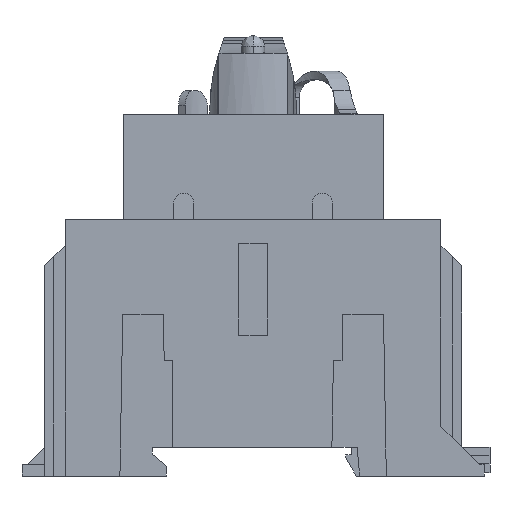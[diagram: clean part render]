
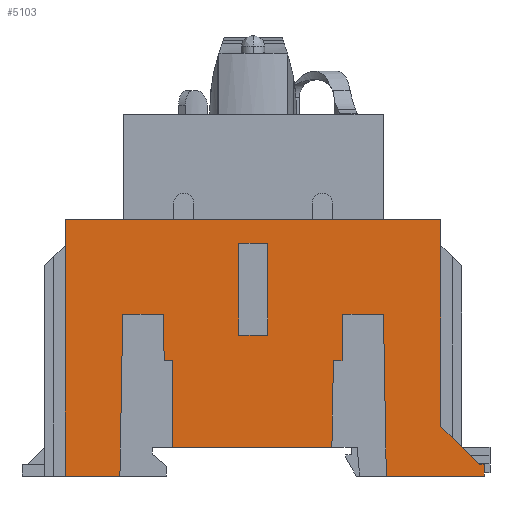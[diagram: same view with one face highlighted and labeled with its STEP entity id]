
A CAD part, left-side view. The second image highlights one B-rep face of the part: STEP entity #5103.
In plain terms, the highlighted planar face has unit normal (-1, 0, 0).
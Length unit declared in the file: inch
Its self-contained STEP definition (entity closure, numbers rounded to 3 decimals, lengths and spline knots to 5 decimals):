
#1=DIRECTION('',(0.,0.,1.));
#2=VECTOR('',#1,0.62598);
#3=CARTESIAN_POINT('',(0.,1.51575,-2.04172));
#4=LINE('',#3,#2);
#5=DIRECTION('',(0.,1.,0.));
#6=VECTOR('',#5,0.19685);
#7=CARTESIAN_POINT('',(0.,1.51575,-1.41574));
#8=LINE('',#7,#6);
#9=DIRECTION('',(0.,0.,-1.));
#10=VECTOR('',#9,0.62598);
#11=CARTESIAN_POINT('',(0.,1.7126,-1.41574));
#12=LINE('',#11,#10);
#13=DIRECTION('',(0.,-1.,0.));
#14=VECTOR('',#13,0.19685);
#15=CARTESIAN_POINT('',(0.,1.7126,-2.04172));
#16=LINE('',#15,#14);
#17=DIRECTION('',(0.,0.,1.));
#18=VECTOR('',#17,1.40945);
#19=CARTESIAN_POINT('',(0.,0.33465,
-2.66377));
#20=LINE('',#19,#18);
#21=DIRECTION('',(0.,0.707,0.707));
#22=VECTOR('',#21,0.36191);
#23=CARTESIAN_POINT('',(0.,0.07874,
-2.91967));
#24=LINE('',#23,#22);
#25=DIRECTION('',(0.,0.995,0.1));
#26=VECTOR('',#25,0.03957);
#27=CARTESIAN_POINT('',(0.,0.03937,
-2.92361));
#28=LINE('',#27,#26);
#29=DIRECTION('',(0.,0.,1.));
#30=VECTOR('',#29,0.07874);
#31=CARTESIAN_POINT('',(0.,0.03937,
-3.00235));
#32=LINE('',#31,#30);
#33=DIRECTION('',(0.,-1.,0.));
#34=VECTOR('',#33,0.66717);
#35=CARTESIAN_POINT('',(0.,0.70654,
-3.00235));
#36=LINE('',#35,#34);
#37=DIRECTION('',(0.,0.017,1.));
#38=VECTOR('',#37,1.10253);
#39=CARTESIAN_POINT('',(0.,0.70654,
-3.00235));
#40=LINE('',#39,#38);
#41=DIRECTION('',(0.,1.,0.));
#42=VECTOR('',#41,0.27678);
#43=CARTESIAN_POINT('',(0.,0.72578,
-1.89999));
#44=LINE('',#43,#42);
#45=DIRECTION('',(0.,0.017,-1.));
#46=VECTOR('',#45,0.31501);
#47=CARTESIAN_POINT('',(0.,1.00256,-1.89999));
#48=LINE('',#47,#46);
#49=DIRECTION('',(0.,1.,0.));
#50=VECTOR('',#49,0.05906);
#51=CARTESIAN_POINT('',(0.,1.00806,-2.21495));
#52=LINE('',#51,#50);
#53=DIRECTION('',(0.,0.017,-1.));
#54=VECTOR('',#53,0.59064);
#55=CARTESIAN_POINT('',(0.,1.06712,-2.21495));
#56=LINE('',#55,#54);
#57=DIRECTION('',(0.,-1.,0.));
#58=VECTOR('',#57,1.08381);
#59=CARTESIAN_POINT('',(0.,2.16123,-2.8055));
#60=LINE('',#59,#58);
#61=DIRECTION('',(0.,0.,1.));
#62=VECTOR('',#61,0.59055);
#63=CARTESIAN_POINT('',(0.,2.16123,-2.8055));
#64=LINE('',#63,#62);
#65=DIRECTION('',(0.,1.,0.));
#66=VECTOR('',#65,0.05906);
#67=CARTESIAN_POINT('',(0.,2.16123,-2.21495));
#68=LINE('',#67,#66);
#69=DIRECTION('',(0.,0.017,1.));
#70=VECTOR('',#69,0.31501);
#71=CARTESIAN_POINT('',(0.,2.22029,-2.21495));
#72=LINE('',#71,#70);
#73=DIRECTION('',(0.,1.,0.));
#74=VECTOR('',#73,0.27678);
#75=CARTESIAN_POINT('',(0.,2.22578,-1.89999));
#76=LINE('',#75,#74);
#77=DIRECTION('',(0.,0.017,-1.));
#78=VECTOR('',#77,1.10253);
#79=CARTESIAN_POINT('',(0.,2.50256,-1.89999));
#80=LINE('',#79,#78);
#81=DIRECTION('',(0.,-1.,0.));
#82=VECTOR('',#81,0.3719);
#83=CARTESIAN_POINT('',(0.,2.8937,-3.00235));
#84=LINE('',#83,#82);
#85=DIRECTION('',(0.,0.,-1.));
#86=VECTOR('',#85,1.74803);
#87=CARTESIAN_POINT('',(0.,2.8937,-1.25432));
#88=LINE('',#87,#86);
#197=DIRECTION('',(0.,1.,0.));
#198=VECTOR('',#197,2.55906);
#199=CARTESIAN_POINT('',(0.,0.33465,
-1.25432));
#200=LINE('',#199,#198);
#3849=CARTESIAN_POINT('',(0.,0.03937,
-3.00235));
#3850=CARTESIAN_POINT('',(0.,0.03937,
-2.92361));
#3851=VERTEX_POINT('',#3849);
#3852=VERTEX_POINT('',#3850);
#3853=CARTESIAN_POINT('',(0.,0.07874,
-2.91967));
#3854=VERTEX_POINT('',#3853);
#3855=CARTESIAN_POINT('',(0.,0.33465,
-2.66377));
#3856=VERTEX_POINT('',#3855);
#3857=CARTESIAN_POINT('',(0.,0.33465,
-1.25432));
#3858=VERTEX_POINT('',#3857);
#3859=CARTESIAN_POINT('',(0.,2.8937,
-1.25432));
#3860=CARTESIAN_POINT('',(0.,2.8937,
-3.00235));
#3861=VERTEX_POINT('',#3859);
#3862=VERTEX_POINT('',#3860);
#3987=CARTESIAN_POINT('',(0.,2.16123,
-2.8055));
#3989=VERTEX_POINT('',#3987);
#3991=CARTESIAN_POINT('',(0.,2.5218,
-3.00235));
#3992=VERTEX_POINT('',#3991);
#3993=CARTESIAN_POINT('',(0.,1.07742,
-2.8055));
#3994=VERTEX_POINT('',#3993);
#3995=CARTESIAN_POINT('',(0.,2.16123,
-2.21495));
#3996=VERTEX_POINT('',#3995);
#3997=CARTESIAN_POINT('',(0.,2.22029,
-2.21495));
#3998=VERTEX_POINT('',#3997);
#3999=CARTESIAN_POINT('',(0.,2.22578,
-1.89999));
#4000=VERTEX_POINT('',#3999);
#4001=CARTESIAN_POINT('',(0.,2.50256,
-1.89999));
#4002=VERTEX_POINT('',#4001);
#4009=CARTESIAN_POINT('',(0.,0.70654,
-3.00235));
#4010=CARTESIAN_POINT('',(0.,0.72578,
-1.89999));
#4011=VERTEX_POINT('',#4009);
#4012=VERTEX_POINT('',#4010);
#4013=CARTESIAN_POINT('',(0.,1.00256,
-1.89999));
#4014=VERTEX_POINT('',#4013);
#4015=CARTESIAN_POINT('',(0.,1.00806,
-2.21495));
#4016=VERTEX_POINT('',#4015);
#4017=CARTESIAN_POINT('',(0.,1.06712,
-2.21495));
#4018=VERTEX_POINT('',#4017);
#4061=CARTESIAN_POINT('',(0.,1.51575,
-2.04172));
#4062=CARTESIAN_POINT('',(0.,1.51575,
-1.41574));
#4063=VERTEX_POINT('',#4061);
#4064=VERTEX_POINT('',#4062);
#4065=CARTESIAN_POINT('',(0.,1.7126,
-1.41574));
#4066=VERTEX_POINT('',#4065);
#4067=CARTESIAN_POINT('',(0.,1.7126,
-2.04172));
#4068=VERTEX_POINT('',#4067);
#5048=CARTESIAN_POINT('',(0.,0.,0.));
#5049=DIRECTION('',(-1.,0.,0.));
#5050=DIRECTION('',(0.,-1.,0.));
#5051=AXIS2_PLACEMENT_3D('',#5048,#5049,#5050);
#5052=PLANE('',#5051);
#5054=ORIENTED_EDGE('',*,*,#5053,.F.);
#5056=ORIENTED_EDGE('',*,*,#5055,.F.);
#5058=ORIENTED_EDGE('',*,*,#5057,.F.);
#5060=ORIENTED_EDGE('',*,*,#5059,.F.);
#5062=ORIENTED_EDGE('',*,*,#5061,.F.);
#5064=ORIENTED_EDGE('',*,*,#5063,.F.);
#5066=ORIENTED_EDGE('',*,*,#5065,.T.);
#5068=ORIENTED_EDGE('',*,*,#5067,.T.);
#5070=ORIENTED_EDGE('',*,*,#5069,.T.);
#5072=ORIENTED_EDGE('',*,*,#5071,.T.);
#5074=ORIENTED_EDGE('',*,*,#5073,.T.);
#5076=ORIENTED_EDGE('',*,*,#5075,.F.);
#5078=ORIENTED_EDGE('',*,*,#5077,.T.);
#5080=ORIENTED_EDGE('',*,*,#5079,.T.);
#5082=ORIENTED_EDGE('',*,*,#5081,.T.);
#5084=ORIENTED_EDGE('',*,*,#5083,.T.);
#5086=ORIENTED_EDGE('',*,*,#5085,.T.);
#5088=ORIENTED_EDGE('',*,*,#5087,.F.);
#5090=ORIENTED_EDGE('',*,*,#5089,.F.);
#5091=EDGE_LOOP('',(#5054,#5056,#5058,#5060,#5062,#5064,#5066,#5068,#5070,#5072,
#5074,#5076,#5078,#5080,#5082,#5084,#5086,#5088,#5090));
#5092=FACE_OUTER_BOUND('',#5091,.F.);
#5094=ORIENTED_EDGE('',*,*,#5093,.T.);
#5096=ORIENTED_EDGE('',*,*,#5095,.T.);
#5098=ORIENTED_EDGE('',*,*,#5097,.T.);
#5100=ORIENTED_EDGE('',*,*,#5099,.T.);
#5101=EDGE_LOOP('',(#5094,#5096,#5098,#5100));
#5102=FACE_BOUND('',#5101,.F.);
#5103=ADVANCED_FACE('',(#5092,#5102),#5052,.T.);
#5053=EDGE_CURVE('',#3858,#3861,#200,.T.);
#5055=EDGE_CURVE('',#3856,#3858,#20,.T.);
#5057=EDGE_CURVE('',#3854,#3856,#24,.T.);
#5059=EDGE_CURVE('',#3852,#3854,#28,.T.);
#5061=EDGE_CURVE('',#3851,#3852,#32,.T.);
#5063=EDGE_CURVE('',#4011,#3851,#36,.T.);
#5065=EDGE_CURVE('',#4011,#4012,#40,.T.);
#5067=EDGE_CURVE('',#4012,#4014,#44,.T.);
#5069=EDGE_CURVE('',#4014,#4016,#48,.T.);
#5071=EDGE_CURVE('',#4016,#4018,#52,.T.);
#5073=EDGE_CURVE('',#4018,#3994,#56,.T.);
#5075=EDGE_CURVE('',#3989,#3994,#60,.T.);
#5077=EDGE_CURVE('',#3989,#3996,#64,.T.);
#5079=EDGE_CURVE('',#3996,#3998,#68,.T.);
#5081=EDGE_CURVE('',#3998,#4000,#72,.T.);
#5083=EDGE_CURVE('',#4000,#4002,#76,.T.);
#5085=EDGE_CURVE('',#4002,#3992,#80,.T.);
#5087=EDGE_CURVE('',#3862,#3992,#84,.T.);
#5089=EDGE_CURVE('',#3861,#3862,#88,.T.);
#5093=EDGE_CURVE('',#4063,#4064,#4,.T.);
#5095=EDGE_CURVE('',#4064,#4066,#8,.T.);
#5097=EDGE_CURVE('',#4066,#4068,#12,.T.);
#5099=EDGE_CURVE('',#4068,#4063,#16,.T.);
